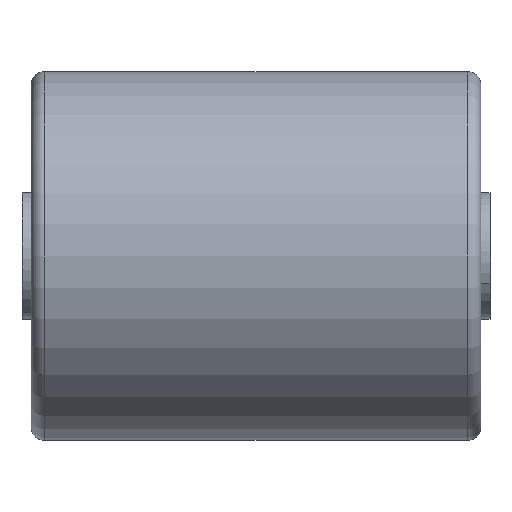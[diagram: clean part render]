
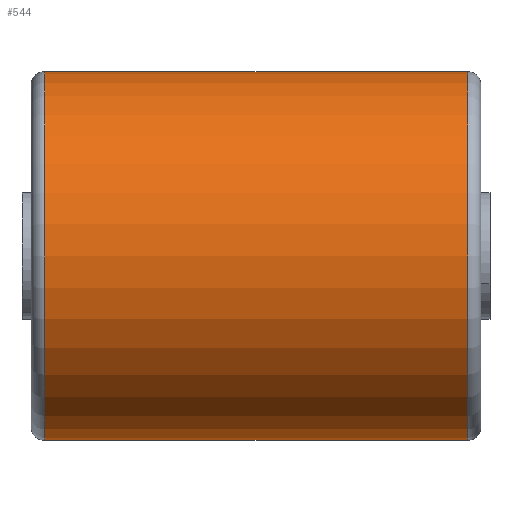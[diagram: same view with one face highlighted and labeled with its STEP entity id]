
A CAD part, front view. The second image highlights one B-rep face of the part: STEP entity #544.
In plain terms, the highlighted cylindrical face has radius 41 mm (diameter 82 mm), a partial arc.
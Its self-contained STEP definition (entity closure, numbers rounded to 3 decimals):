
#65 = DIRECTION ( 'NONE',  ( 0., 0., -1. ) ) ;
#78 = EDGE_CURVE ( 'NONE', #1943, #1024, #1203, .T. ) ;
#100 = CIRCLE ( 'NONE', #765, 41. ) ;
#154 = DIRECTION ( 'NONE',  ( -1., 0., 0. ) ) ;
#174 = CARTESIAN_POINT ( 'NONE',  ( 0., 0., 0. ) ) ;
#267 = DIRECTION ( 'NONE',  ( -1., 0., 0. ) ) ;
#369 = DIRECTION ( 'NONE',  ( -1., 0., 0. ) ) ;
#382 = DIRECTION ( 'NONE',  ( 0., 0., 1. ) ) ;
#447 = EDGE_CURVE ( 'NONE', #628, #1637, #1463, .T. ) ;
#466 = ORIENTED_EDGE ( 'NONE', *, *, #697, .T. ) ;
#530 = CYLINDRICAL_SURFACE ( 'NONE', #1840, 41. ) ;
#544 = ADVANCED_FACE ( 'NONE', ( #1740 ), #530, .T. ) ;
#628 = VERTEX_POINT ( 'NONE', #1206 ) ;
#667 = EDGE_LOOP ( 'NONE', ( #990, #2488, #1668, #466 ) ) ;
#683 = CARTESIAN_POINT ( 'NONE',  ( 0., 0., 41. ) ) ;
#697 = EDGE_CURVE ( 'NONE', #1024, #1637, #1606, .T. ) ;
#765 = AXIS2_PLACEMENT_3D ( 'NONE', #938, #267, #2130 ) ;
#938 = CARTESIAN_POINT ( 'NONE',  ( 97., 0., 0. ) ) ;
#949 = VECTOR ( 'NONE', #154, 1000. ) ;
#990 = ORIENTED_EDGE ( 'NONE', *, *, #447, .F. ) ;
#1024 = VERTEX_POINT ( 'NONE', #2181 ) ;
#1203 = LINE ( 'NONE', #683, #1664 ) ;
#1206 = CARTESIAN_POINT ( 'NONE',  ( 97., 0., -41. ) ) ;
#1249 = DIRECTION ( 'NONE',  ( -1., 0., 0. ) ) ;
#1254 = DIRECTION ( 'NONE',  ( 1., 0., 0. ) ) ;
#1426 = CARTESIAN_POINT ( 'NONE',  ( 3., 0., -41. ) ) ;
#1463 = LINE ( 'NONE', #2100, #949 ) ;
#1529 = AXIS2_PLACEMENT_3D ( 'NONE', #2402, #1254, #65 ) ;
#1606 = CIRCLE ( 'NONE', #1529, 41. ) ;
#1637 = VERTEX_POINT ( 'NONE', #1426 ) ;
#1664 = VECTOR ( 'NONE', #1249, 1000. ) ;
#1668 = ORIENTED_EDGE ( 'NONE', *, *, #78, .T. ) ;
#1740 = FACE_OUTER_BOUND ( 'NONE', #667, .T. ) ;
#1840 = AXIS2_PLACEMENT_3D ( 'NONE', #174, #369, #382 ) ;
#1943 = VERTEX_POINT ( 'NONE', #2404 ) ;
#2100 = CARTESIAN_POINT ( 'NONE',  ( 0., 0., -41. ) ) ;
#2130 = DIRECTION ( 'NONE',  ( 0., 0., 1. ) ) ;
#2181 = CARTESIAN_POINT ( 'NONE',  ( 3., 0., 41. ) ) ;
#2336 = EDGE_CURVE ( 'NONE', #628, #1943, #100, .T. ) ;
#2402 = CARTESIAN_POINT ( 'NONE',  ( 3., 0., 0. ) ) ;
#2404 = CARTESIAN_POINT ( 'NONE',  ( 97., 0., 41. ) ) ;
#2488 = ORIENTED_EDGE ( 'NONE', *, *, #2336, .T. ) ;
